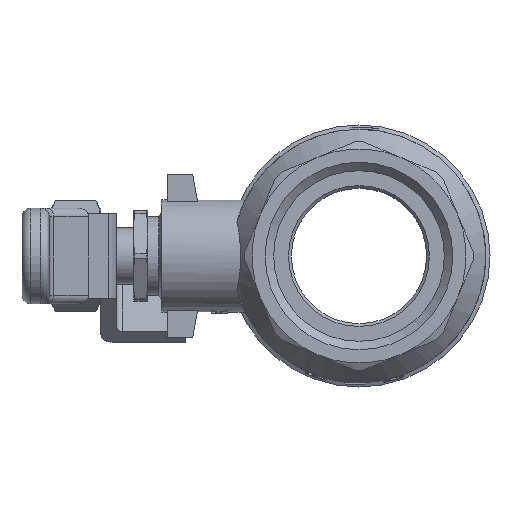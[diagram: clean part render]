
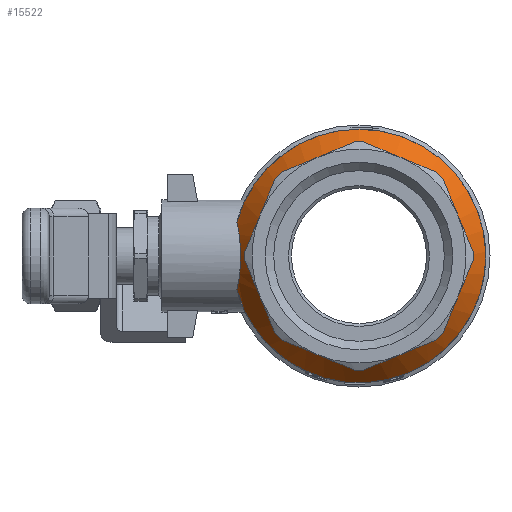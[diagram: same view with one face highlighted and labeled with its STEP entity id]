
A CAD part, left-side view. The second image highlights one B-rep face of the part: STEP entity #15522.
In plain terms, the highlighted conical face has half-angle 36.027 degrees and reference radius 18.5 mm.
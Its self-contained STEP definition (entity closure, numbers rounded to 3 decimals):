
#14=B_SPLINE_CURVE_WITH_KNOTS('',3,(#25244,#25245,#25246,#25247,#25248,
#25249,#25250),.UNSPECIFIED.,.F.,.F.,(4,1,1,1,4),(0.,0.003,
0.006,0.01,0.013),
 .UNSPECIFIED.);
#109=CONICAL_SURFACE('',#16930,18.5,0.629);
#4503=ORIENTED_EDGE('',*,*,#8712,.T.);
#4504=ORIENTED_EDGE('',*,*,#8957,.F.);
#4505=ORIENTED_EDGE('',*,*,#8995,.F.);
#8712=EDGE_CURVE('',#11002,#11003,#12365,.T.);
#8957=EDGE_CURVE('',#11002,#11003,#14,.T.);
#8995=EDGE_CURVE('',#11285,#11285,#12404,.T.);
#11002=VERTEX_POINT('',#24752);
#11003=VERTEX_POINT('',#24753);
#11285=VERTEX_POINT('',#25354);
#12365=CIRCLE('',#16693,22.5);
#12404=CIRCLE('',#16931,18.5);
#12780=EDGE_LOOP('',(#4503,#4504));
#12781=EDGE_LOOP('',(#4505));
#13804=FACE_BOUND('',#12780,.T.);
#13805=FACE_BOUND('',#12781,.T.);
#15522=ADVANCED_FACE('',(#13804,#13805),#109,.T.);
#16693=AXIS2_PLACEMENT_3D('',#24754,#19240,#19241);
#16930=AXIS2_PLACEMENT_3D('',#25352,#19755,#19756);
#16931=AXIS2_PLACEMENT_3D('',#25353,#19757,#19758);
#19240=DIRECTION('',(0.,-1.,0.));
#19241=DIRECTION('',(0.,0.,-1.));
#19755=DIRECTION('',(0.,1.,0.));
#19756=DIRECTION('',(1.,0.,0.));
#19757=DIRECTION('',(0.,-1.,0.));
#19758=DIRECTION('',(0.,0.,-1.));
#24752=CARTESIAN_POINT('',(-6.,-8.,21.685));
#24753=CARTESIAN_POINT('',(6.,-8.,21.685));
#24754=CARTESIAN_POINT('',(0.,-8.,0.));
#25244=CARTESIAN_POINT('',(-6.,-8.,21.685));
#25245=CARTESIAN_POINT('',(-5.15,-8.638,21.439));
#25246=CARTESIAN_POINT('',(-3.244,-9.643,21.129));
#25247=CARTESIAN_POINT('',(0.002,-10.179,21.004));
#25248=CARTESIAN_POINT('',(3.247,-9.642,21.129));
#25249=CARTESIAN_POINT('',(5.15,-8.638,21.439));
#25250=CARTESIAN_POINT('',(6.,-8.,21.685));
#25352=CARTESIAN_POINT('',(0.,-13.5,0.));
#25353=CARTESIAN_POINT('',(0.,-13.5,0.));
#25354=CARTESIAN_POINT('',(0.,-13.5,-18.5));
